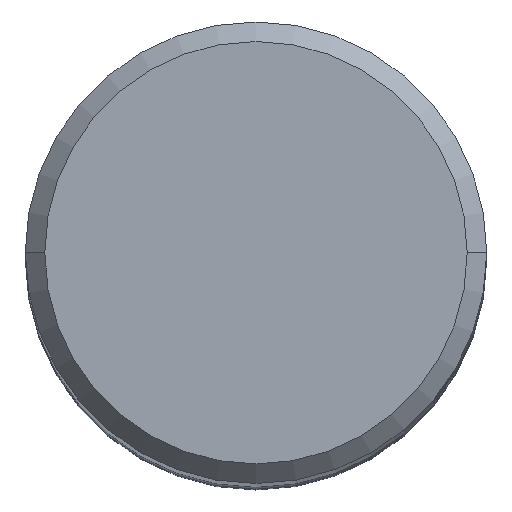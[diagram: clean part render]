
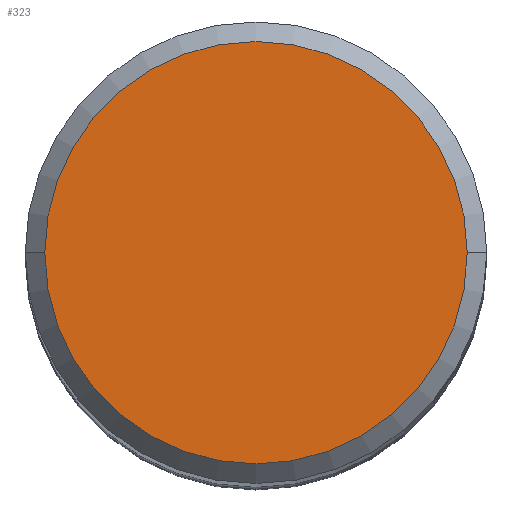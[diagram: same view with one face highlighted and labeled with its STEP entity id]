
A CAD part, top view. The second image highlights one B-rep face of the part: STEP entity #323.
In plain terms, the highlighted planar face has unit normal (0, 0, 1).
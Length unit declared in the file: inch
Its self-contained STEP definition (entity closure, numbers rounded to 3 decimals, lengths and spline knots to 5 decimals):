
#11 = DIRECTION ( 'NONE',  ( 1., 0., 0. ) ) ;
#16 = CIRCLE ( 'NONE', #183, 0.2162 ) ;
#32 = CARTESIAN_POINT ( 'NONE',  ( -0.2162, 0., 0. ) ) ;
#58 = EDGE_LOOP ( 'NONE', ( #412, #468 ) ) ;
#70 = CIRCLE ( 'NONE', #479, 0.2162 ) ;
#128 = EDGE_CURVE ( 'NONE', #237, #346, #16, .T. ) ;
#183 = AXIS2_PLACEMENT_3D ( 'NONE', #365, #456, #541 ) ;
#199 = DIRECTION ( 'NONE',  ( 0., 0., -1. ) ) ;
#237 = VERTEX_POINT ( 'NONE', #357 ) ;
#240 = AXIS2_PLACEMENT_3D ( 'NONE', #287, #199, #377 ) ;
#248 = FACE_OUTER_BOUND ( 'NONE', #58, .T. ) ;
#262 = CARTESIAN_POINT ( 'NONE',  ( 0., 0., 0. ) ) ;
#287 = CARTESIAN_POINT ( 'NONE',  ( 0., 0.2162, 0. ) ) ;
#323 = ADVANCED_FACE ( 'NONE', ( #248 ), #385, .F. ) ;
#346 = VERTEX_POINT ( 'NONE', #32 ) ;
#357 = CARTESIAN_POINT ( 'NONE',  ( 0.2162, 0., 0. ) ) ;
#365 = CARTESIAN_POINT ( 'NONE',  ( 0., 0., 0. ) ) ;
#377 = DIRECTION ( 'NONE',  ( -1., 0., 0. ) ) ;
#385 = PLANE ( 'NONE',  #240 ) ;
#412 = ORIENTED_EDGE ( 'NONE', *, *, #490, .T. ) ;
#432 = DIRECTION ( 'NONE',  ( 0., 0., 1. ) ) ;
#456 = DIRECTION ( 'NONE',  ( 0., 0., 1. ) ) ;
#468 = ORIENTED_EDGE ( 'NONE', *, *, #128, .T. ) ;
#479 = AXIS2_PLACEMENT_3D ( 'NONE', #262, #432, #11 ) ;
#490 = EDGE_CURVE ( 'NONE', #346, #237, #70, .T. ) ;
#541 = DIRECTION ( 'NONE',  ( 1., 0., 0. ) ) ;
